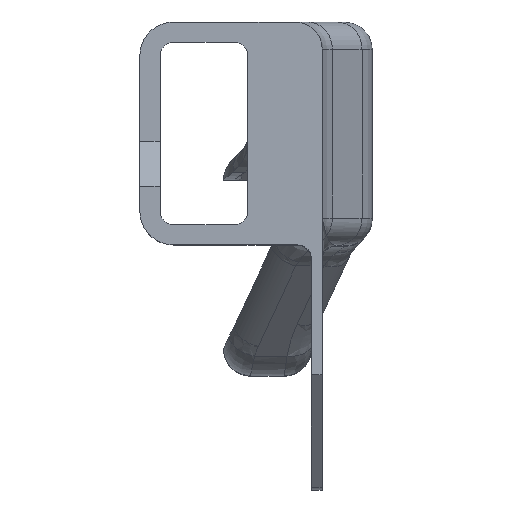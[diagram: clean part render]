
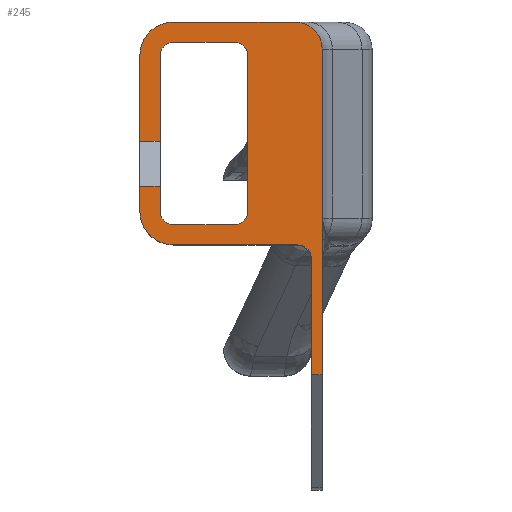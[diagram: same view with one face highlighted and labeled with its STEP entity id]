
A CAD part, top view. The second image highlights one B-rep face of the part: STEP entity #245.
In plain terms, the highlighted planar face has unit normal (0, 0, 1).
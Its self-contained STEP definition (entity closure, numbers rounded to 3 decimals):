
#36=CARTESIAN_POINT('Line Origine',(32.75,-10.336,60.)) ;
#40=CARTESIAN_POINT('Vertex',(32.,-10.336,60.)) ;
#42=CARTESIAN_POINT('Vertex',(33.5,-10.336,60.)) ;
#71=CARTESIAN_POINT('Axis2P3D Location',(49.2,-18.,60.)) ;
#76=CARTESIAN_POINT('Line Origine',(33.5,-7.168,60.)) ;
#80=CARTESIAN_POINT('Vertex',(33.5,-4.,60.)) ;
#83=CARTESIAN_POINT('Axis2P3D Location',(34.5,-4.,60.)) ;
#87=CARTESIAN_POINT('Vertex',(34.5,-3.,60.)) ;
#90=CARTESIAN_POINT('Line Origine',(36.75,-3.,60.)) ;
#94=CARTESIAN_POINT('Vertex',(39.,-3.,60.)) ;
#97=CARTESIAN_POINT('Axis2P3D Location',(39.,-4.,60.)) ;
#101=CARTESIAN_POINT('Vertex',(40.,-4.,60.)) ;
#104=CARTESIAN_POINT('Line Origine',(40.,-9.75,60.)) ;
#108=CARTESIAN_POINT('Vertex',(40.,-15.5,60.)) ;
#111=CARTESIAN_POINT('Axis2P3D Location',(39.,-15.5,60.)) ;
#115=CARTESIAN_POINT('Vertex',(39.,-16.5,60.)) ;
#118=CARTESIAN_POINT('Line Origine',(36.75,-16.5,60.)) ;
#122=CARTESIAN_POINT('Vertex',(34.5,-16.5,60.)) ;
#125=CARTESIAN_POINT('Axis2P3D Location',(34.5,-15.5,60.)) ;
#129=CARTESIAN_POINT('Vertex',(33.5,-15.5,60.)) ;
#132=CARTESIAN_POINT('Line Origine',(33.5,-14.582,60.)) ;
#136=CARTESIAN_POINT('Vertex',(33.5,-13.664,60.)) ;
#139=CARTESIAN_POINT('Line Origine',(32.75,-13.664,60.)) ;
#143=CARTESIAN_POINT('Vertex',(32.,-13.664,60.)) ;
#146=CARTESIAN_POINT('Line Origine',(32.,-14.582,60.)) ;
#150=CARTESIAN_POINT('Vertex',(32.,-15.5,60.)) ;
#153=CARTESIAN_POINT('Axis2P3D Location',(34.5,-15.5,60.)) ;
#157=CARTESIAN_POINT('Vertex',(34.5,-18.,60.)) ;
#160=CARTESIAN_POINT('Line Origine',(39.1,-18.,60.)) ;
#164=CARTESIAN_POINT('Vertex',(43.7,-18.,60.)) ;
#167=CARTESIAN_POINT('Axis2P3D Location',(43.7,-19.,60.)) ;
#171=CARTESIAN_POINT('Vertex',(44.7,-19.,60.)) ;
#174=CARTESIAN_POINT('Line Origine',(44.7,-23.3,60.)) ;
#178=CARTESIAN_POINT('Vertex',(44.7,-27.6,60.)) ;
#181=CARTESIAN_POINT('Line Origine',(45.1,-27.6,60.)) ;
#185=CARTESIAN_POINT('Vertex',(45.5,-27.6,60.)) ;
#188=CARTESIAN_POINT('Line Origine',(45.5,-15.55,60.)) ;
#192=CARTESIAN_POINT('Vertex',(45.5,-3.5,60.)) ;
#195=CARTESIAN_POINT('Axis2P3D Location',(43.5,-3.5,60.)) ;
#199=CARTESIAN_POINT('Vertex',(43.5,-1.5,60.)) ;
#202=CARTESIAN_POINT('Line Origine',(39.,-1.5,60.)) ;
#206=CARTESIAN_POINT('Vertex',(34.5,-1.5,60.)) ;
#209=CARTESIAN_POINT('Axis2P3D Location',(34.5,-4.,60.)) ;
#213=CARTESIAN_POINT('Vertex',(32.,-4.,60.)) ;
#216=CARTESIAN_POINT('Line Origine',(32.,-7.168,60.)) ;
#38=VECTOR('Line Direction',#37,1.) ;
#78=VECTOR('Line Direction',#77,1.) ;
#92=VECTOR('Line Direction',#91,1.) ;
#106=VECTOR('Line Direction',#105,1.) ;
#120=VECTOR('Line Direction',#119,1.) ;
#134=VECTOR('Line Direction',#133,1.) ;
#141=VECTOR('Line Direction',#140,1.) ;
#148=VECTOR('Line Direction',#147,1.) ;
#162=VECTOR('Line Direction',#161,1.) ;
#176=VECTOR('Line Direction',#175,1.) ;
#183=VECTOR('Line Direction',#182,1.) ;
#190=VECTOR('Line Direction',#189,1.) ;
#204=VECTOR('Line Direction',#203,1.) ;
#218=VECTOR('Line Direction',#217,1.) ;
#37=DIRECTION('Vector Direction',(1.,0.,0.)) ;
#72=DIRECTION('Axis2P3D Direction',(0.,-0.,1.)) ;
#73=DIRECTION('Axis2P3D XDirection',(0.,1.,0.)) ;
#77=DIRECTION('Vector Direction',(0.,-1.,0.)) ;
#84=DIRECTION('Axis2P3D Direction',(0.,-0.,1.)) ;
#91=DIRECTION('Vector Direction',(1.,0.,0.)) ;
#98=DIRECTION('Axis2P3D Direction',(0.,-0.,1.)) ;
#105=DIRECTION('Vector Direction',(0.,-1.,0.)) ;
#112=DIRECTION('Axis2P3D Direction',(0.,-0.,1.)) ;
#119=DIRECTION('Vector Direction',(1.,0.,0.)) ;
#126=DIRECTION('Axis2P3D Direction',(0.,-0.,1.)) ;
#133=DIRECTION('Vector Direction',(0.,-1.,0.)) ;
#140=DIRECTION('Vector Direction',(1.,0.,0.)) ;
#147=DIRECTION('Vector Direction',(0.,-1.,0.)) ;
#154=DIRECTION('Axis2P3D Direction',(0.,-0.,1.)) ;
#161=DIRECTION('Vector Direction',(-1.,0.,0.)) ;
#168=DIRECTION('Axis2P3D Direction',(0.,-0.,1.)) ;
#175=DIRECTION('Vector Direction',(0.,-1.,0.)) ;
#182=DIRECTION('Vector Direction',(-1.,0.,0.)) ;
#189=DIRECTION('Vector Direction',(0.,-1.,0.)) ;
#196=DIRECTION('Axis2P3D Direction',(0.,-0.,1.)) ;
#203=DIRECTION('Vector Direction',(-1.,0.,0.)) ;
#210=DIRECTION('Axis2P3D Direction',(0.,-0.,1.)) ;
#217=DIRECTION('Vector Direction',(0.,-1.,0.)) ;
#74=AXIS2_PLACEMENT_3D('Plane Axis2P3D',#71,#72,#73) ;
#85=AXIS2_PLACEMENT_3D('Circle Axis2P3D',#83,#84,$) ;
#99=AXIS2_PLACEMENT_3D('Circle Axis2P3D',#97,#98,$) ;
#113=AXIS2_PLACEMENT_3D('Circle Axis2P3D',#111,#112,$) ;
#127=AXIS2_PLACEMENT_3D('Circle Axis2P3D',#125,#126,$) ;
#155=AXIS2_PLACEMENT_3D('Circle Axis2P3D',#153,#154,$) ;
#169=AXIS2_PLACEMENT_3D('Circle Axis2P3D',#167,#168,$) ;
#197=AXIS2_PLACEMENT_3D('Circle Axis2P3D',#195,#196,$) ;
#211=AXIS2_PLACEMENT_3D('Circle Axis2P3D',#209,#210,$) ;
#39=LINE('Line',#36,#38) ;
#79=LINE('Line',#76,#78) ;
#93=LINE('Line',#90,#92) ;
#107=LINE('Line',#104,#106) ;
#121=LINE('Line',#118,#120) ;
#135=LINE('Line',#132,#134) ;
#142=LINE('Line',#139,#141) ;
#149=LINE('Line',#146,#148) ;
#163=LINE('Line',#160,#162) ;
#177=LINE('Line',#174,#176) ;
#184=LINE('Line',#181,#183) ;
#191=LINE('Line',#188,#190) ;
#205=LINE('Line',#202,#204) ;
#219=LINE('Line',#216,#218) ;
#86=CIRCLE('generated circle',#85,1.) ;
#100=CIRCLE('generated circle',#99,1.) ;
#114=CIRCLE('generated circle',#113,1.) ;
#128=CIRCLE('generated circle',#127,1.) ;
#156=CIRCLE('generated circle',#155,2.5) ;
#170=CIRCLE('generated circle',#169,1.) ;
#198=CIRCLE('generated circle',#197,2.) ;
#212=CIRCLE('generated circle',#211,2.5) ;
#75=PLANE('',#74) ;
#44=EDGE_CURVE('',#41,#43,#39,.T.) ;
#82=EDGE_CURVE('',#81,#43,#79,.T.) ;
#89=EDGE_CURVE('',#88,#81,#86,.T.) ;
#96=EDGE_CURVE('',#95,#88,#93,.F.) ;
#103=EDGE_CURVE('',#102,#95,#100,.T.) ;
#110=EDGE_CURVE('',#109,#102,#107,.F.) ;
#117=EDGE_CURVE('',#116,#109,#114,.T.) ;
#124=EDGE_CURVE('',#123,#116,#121,.T.) ;
#131=EDGE_CURVE('',#130,#123,#128,.T.) ;
#138=EDGE_CURVE('',#137,#130,#135,.T.) ;
#145=EDGE_CURVE('',#144,#137,#142,.T.) ;
#152=EDGE_CURVE('',#144,#151,#149,.T.) ;
#159=EDGE_CURVE('',#151,#158,#156,.T.) ;
#166=EDGE_CURVE('',#158,#165,#163,.F.) ;
#173=EDGE_CURVE('',#165,#172,#170,.F.) ;
#180=EDGE_CURVE('',#172,#179,#177,.T.) ;
#187=EDGE_CURVE('',#186,#179,#184,.T.) ;
#194=EDGE_CURVE('',#193,#186,#191,.T.) ;
#201=EDGE_CURVE('',#193,#200,#198,.T.) ;
#208=EDGE_CURVE('',#200,#207,#205,.T.) ;
#215=EDGE_CURVE('',#207,#214,#212,.T.) ;
#220=EDGE_CURVE('',#214,#41,#219,.T.) ;
#222=ORIENTED_EDGE('',*,*,#82,.F.) ;
#223=ORIENTED_EDGE('',*,*,#89,.F.) ;
#224=ORIENTED_EDGE('',*,*,#96,.F.) ;
#225=ORIENTED_EDGE('',*,*,#103,.F.) ;
#226=ORIENTED_EDGE('',*,*,#110,.F.) ;
#227=ORIENTED_EDGE('',*,*,#117,.F.) ;
#228=ORIENTED_EDGE('',*,*,#124,.F.) ;
#229=ORIENTED_EDGE('',*,*,#131,.F.) ;
#230=ORIENTED_EDGE('',*,*,#138,.F.) ;
#231=ORIENTED_EDGE('',*,*,#145,.F.) ;
#232=ORIENTED_EDGE('',*,*,#152,.T.) ;
#233=ORIENTED_EDGE('',*,*,#159,.T.) ;
#234=ORIENTED_EDGE('',*,*,#166,.T.) ;
#235=ORIENTED_EDGE('',*,*,#173,.T.) ;
#236=ORIENTED_EDGE('',*,*,#180,.T.) ;
#237=ORIENTED_EDGE('',*,*,#187,.F.) ;
#238=ORIENTED_EDGE('',*,*,#194,.F.) ;
#239=ORIENTED_EDGE('',*,*,#201,.T.) ;
#240=ORIENTED_EDGE('',*,*,#208,.T.) ;
#241=ORIENTED_EDGE('',*,*,#215,.T.) ;
#242=ORIENTED_EDGE('',*,*,#220,.T.) ;
#243=ORIENTED_EDGE('',*,*,#44,.T.) ;
#221=EDGE_LOOP('',(#222,#223,#224,#225,#226,#227,#228,#229,#230,#231,#232,#233,#234,#235,#236,#237,#238,#239,#240,#241,#242,#243)) ;
#41=VERTEX_POINT('',#40) ;
#43=VERTEX_POINT('',#42) ;
#81=VERTEX_POINT('',#80) ;
#88=VERTEX_POINT('',#87) ;
#95=VERTEX_POINT('',#94) ;
#102=VERTEX_POINT('',#101) ;
#109=VERTEX_POINT('',#108) ;
#116=VERTEX_POINT('',#115) ;
#123=VERTEX_POINT('',#122) ;
#130=VERTEX_POINT('',#129) ;
#137=VERTEX_POINT('',#136) ;
#144=VERTEX_POINT('',#143) ;
#151=VERTEX_POINT('',#150) ;
#158=VERTEX_POINT('',#157) ;
#165=VERTEX_POINT('',#164) ;
#172=VERTEX_POINT('',#171) ;
#179=VERTEX_POINT('',#178) ;
#186=VERTEX_POINT('',#185) ;
#193=VERTEX_POINT('',#192) ;
#200=VERTEX_POINT('',#199) ;
#207=VERTEX_POINT('',#206) ;
#214=VERTEX_POINT('',#213) ;
#245=ADVANCED_FACE('PartBody',(#244),#75,.T.) ;
#244=FACE_OUTER_BOUND('',#221,.T.) ;
